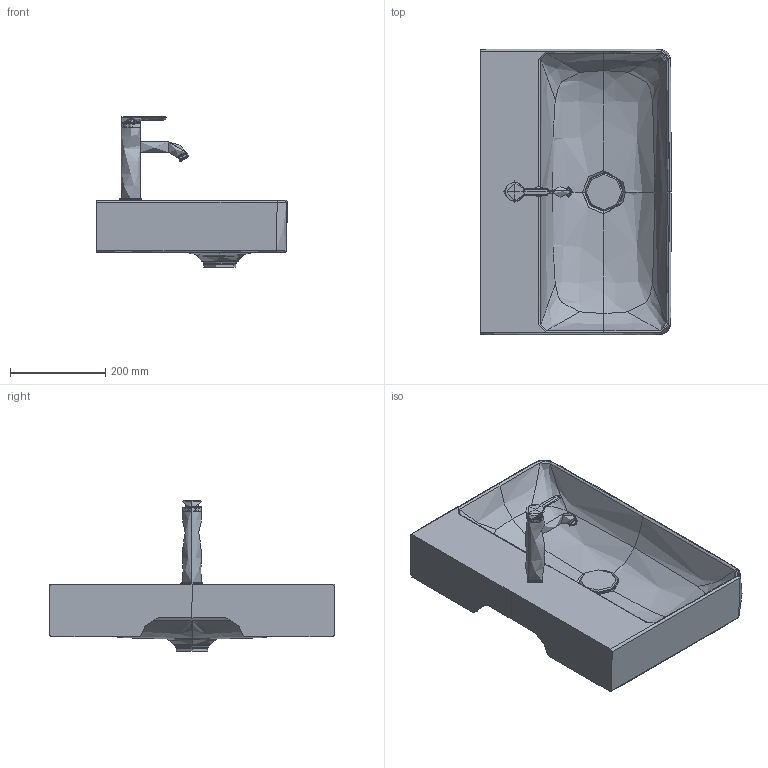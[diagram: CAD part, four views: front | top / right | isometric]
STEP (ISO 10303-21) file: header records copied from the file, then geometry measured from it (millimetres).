
FILE_DESCRIPTION(/* description */ (''),/* implementation_level */ '2;1');
FILE_NAME(/* name */ '235660',/* time_stamp */ '2018-03-29T14:14:33+02:00',/* author */ (''),/* organization */ (''),/* preprocessor_version */ 'ST-DEVELOPER v15',/* originating_system */ '',/* authorisation */ '');
FILE_SCHEMA (('AUTOMOTIVE_DESIGN'));
Length unit declared in the file: millimetre
Products named in the file (8): Document; 636748; 613658; 632641; 615729; A016999; 615737; 601869
Assembly tree (7 placements, depth 2):
  Document
    636748
    613658
    632641
    615729
    A016999
    615737
    601869
Bounding box: 399.94 x 599.88 x 316.23 mm (x, y, z)
Volume: 42487.6 mm3; surface area: 915495.2 mm2
Topology: 8 solids, 81 shells, 810 faces, 2085 edges, 1332 vertices
Faces by surface type: bspline 665, plane 145
Entity records: 100581 total; most frequent: CARTESIAN_POINT 88936, ORIENTED_EDGE 3756, EDGE_CURVE 2052, VERTEX_POINT 1327, B_SPLINE_CURVE_WITH_KNOTS 965, EDGE_LOOP 849, ADVANCED_FACE 805, FACE_OUTER_BOUND 805
